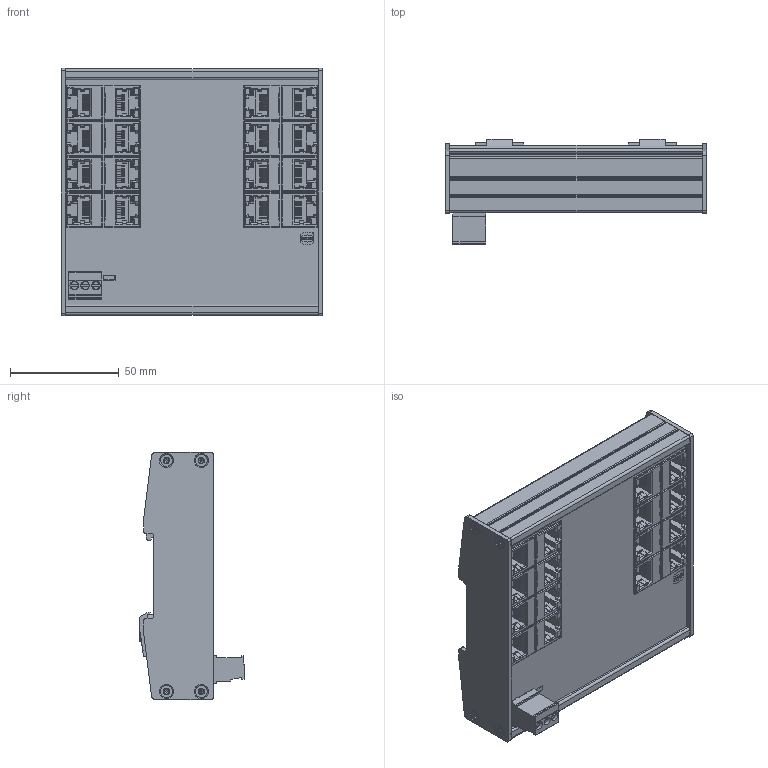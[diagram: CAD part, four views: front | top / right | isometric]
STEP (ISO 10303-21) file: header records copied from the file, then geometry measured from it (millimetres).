
FILE_DESCRIPTION(/* description */ (''),/* implementation_level */ '2;1');
FILE_NAME(/* name */ '100620658ugm000_a.stp',/* time_stamp */ '2015-04-28T10:03:33+02:00',/* author */ (''),/* organization */ (''),/* preprocessor_version */ 'ST-DEVELOPER v15',/* originating_system */ 'SIEMENS PLM Software NX 8.5',/* authorisation */ '');
FILE_SCHEMA (('AUTOMOTIVE_DESIGN { 1 0 10303 214 3 1 1 1 }'));
Products named in the file (1): 100620658ugm000_a
Bounding box: 120 x 48.2 x 113.5 mm (x, y, z)
Volume: 332728.2 mm3; surface area: 62042.1 mm2
Topology: 1 solids, 1 shells, 3092 faces, 8723 edges, 5717 vertices
Faces by surface type: plane 2286, cylinder 548, revolution 164, sphere 64, cone 16, torus 8, extrusion 6
Full cylindrical faces by diameter (mm): 0.402 x1, 0.591 x1, 4 x3, 5.4 x10
Entity records: 127831 total; most frequent: CARTESIAN_POINT 30645, ORIENTED_EDGE 16922, DIRECTION 12943, EDGE_CURVE 8461, VECTOR 5737, LINE 5731, VERTEX_POINT 5424, AXIS2_PLACEMENT_3D 3521
